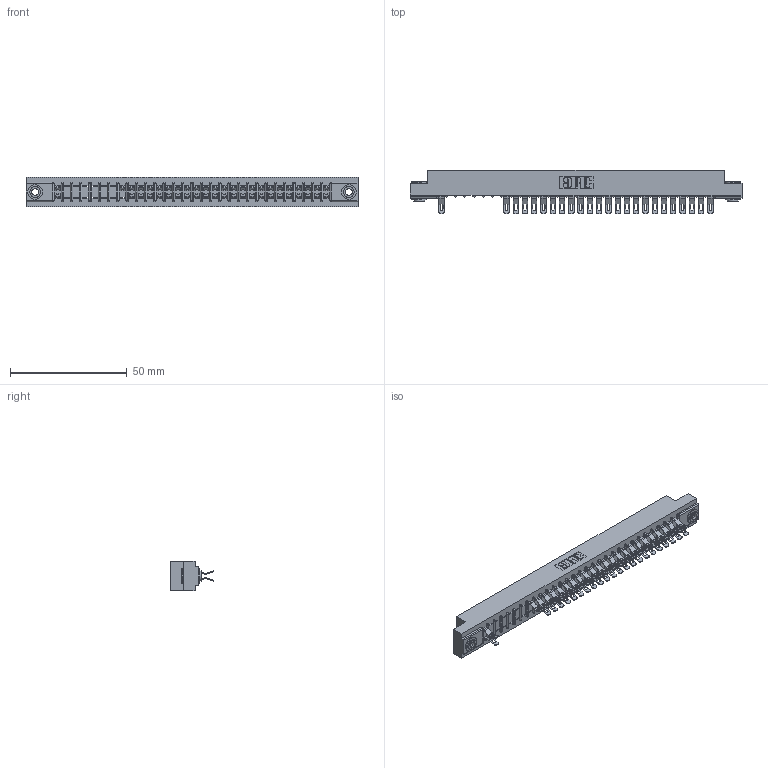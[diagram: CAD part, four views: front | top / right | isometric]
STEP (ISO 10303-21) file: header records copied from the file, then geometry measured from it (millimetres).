
FILE_DESCRIPTION (( 'STEP AP203' ), '1' );
FILE_NAME ('307-060-555-203.STEP', '2018-08-06T08:34:44', ( '' ), ( '' ), 'SwSTEP 2.0', 'SolidWorks 2016', '' );
FILE_SCHEMA (( 'CONFIG_CONTROL_DESIGN' ));
Length unit declared in the file: inch
Products named in the file (4): 307 Part_.156 Dia Mounting Holes; 307-290-001_555; 345-250-002_345-250-002-102; 307-060-555-203
Assembly tree (50 placements, depth 2):
  307-060-555-203
    307 Part_.156 Dia Mounting Holes
    307-290-001_555  x47
    345-250-002_345-250-002-102  x2
Bounding box: 141.88 x 18.75 x 12.7 mm (x, y, z)
Volume: 14975.7 mm3; surface area: 18003.8 mm2
Topology: 50 solids, 50 shells, 3198 faces, 9358 edges, 6088 vertices
Faces by surface type: plane 1770, cylinder 1358, sphere 62, cone 8
Entity records: 29344 total; most frequent: CARTESIAN_POINT 4846, ORIENTED_EDGE 4808, DIRECTION 4760, EDGE_CURVE 2404, VECTOR 1820, LINE 1820, VERTEX_POINT 1556, AXIS2_PLACEMENT_3D 1470
